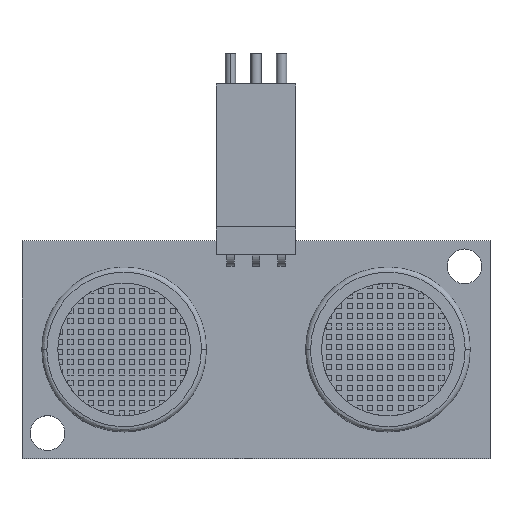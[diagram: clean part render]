
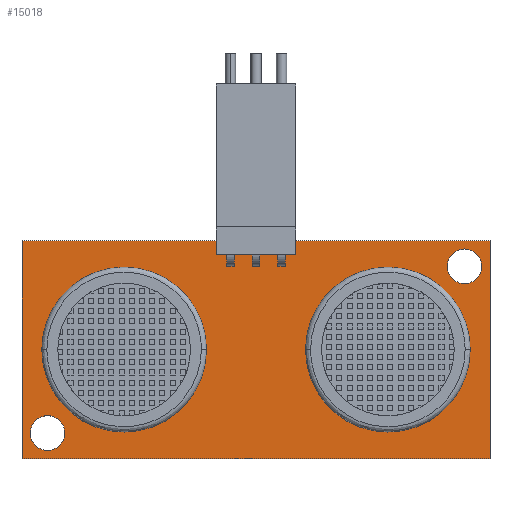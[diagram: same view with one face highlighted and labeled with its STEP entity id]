
A CAD part, top view. The second image highlights one B-rep face of the part: STEP entity #15018.
In plain terms, the highlighted planar face has unit normal (0, 0, 1).
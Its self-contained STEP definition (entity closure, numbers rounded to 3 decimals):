
#186 = VECTOR ( 'NONE', #1705, 1000. ) ;
#351 = ORIENTED_EDGE ( 'NONE', *, *, #12420, .T. ) ;
#790 = CARTESIAN_POINT ( 'NONE',  ( 22.915, -10.665, 1.7 ) ) ;
#1141 = VERTEX_POINT ( 'NONE', #10186 ) ;
#1700 = VECTOR ( 'NONE', #19699, 1000. ) ;
#1705 = DIRECTION ( 'NONE',  ( 0., -1., 0. ) ) ;
#1761 = AXIS2_PLACEMENT_3D ( 'NONE', #13641, #18623, #13838 ) ;
#2153 = CARTESIAN_POINT ( 'NONE',  ( 0., 0., 1.7 ) ) ;
#2208 = CARTESIAN_POINT ( 'NONE',  ( 22.915, 10.665, 1.7 ) ) ;
#2226 = DIRECTION ( 'NONE',  ( 0., 0., 1. ) ) ;
#3133 = LINE ( 'NONE', #7198, #7976 ) ;
#3248 = CIRCLE ( 'NONE', #4135, 1.7 ) ;
#3314 = CARTESIAN_POINT ( 'NONE',  ( -20.415, -8.165, 1.7 ) ) ;
#4135 = AXIS2_PLACEMENT_3D ( 'NONE', #3314, #16550, #19759 ) ;
#4708 = DIRECTION ( 'NONE',  ( 1., 0., 0. ) ) ;
#4939 = DIRECTION ( 'NONE',  ( 0., 0., 1. ) ) ;
#5023 = LINE ( 'NONE', #9588, #10103 ) ;
#5146 = CARTESIAN_POINT ( 'NONE',  ( 20.415, 8.165, 1.7 ) ) ;
#5169 = CIRCLE ( 'NONE', #16952, 1.7 ) ;
#5172 = ORIENTED_EDGE ( 'NONE', *, *, #17892, .T. ) ;
#6207 = CARTESIAN_POINT ( 'NONE',  ( 20.415, 8.165, 1.7 ) ) ;
#6868 = ORIENTED_EDGE ( 'NONE', *, *, #8303, .F. ) ;
#7198 = CARTESIAN_POINT ( 'NONE',  ( 0., 10.665, 1.7 ) ) ;
#7324 = LINE ( 'NONE', #11596, #186 ) ;
#7976 = VECTOR ( 'NONE', #16950, 1000. ) ;
#8051 = EDGE_LOOP ( 'NONE', ( #9862, #12263 ) ) ;
#8303 = EDGE_CURVE ( 'NONE', #1141, #15987, #15324, .T. ) ;
#8690 = AXIS2_PLACEMENT_3D ( 'NONE', #5146, #4939, #16541 ) ;
#9416 = ORIENTED_EDGE ( 'NONE', *, *, #20220, .T. ) ;
#9588 = CARTESIAN_POINT ( 'NONE',  ( 0., -10.665, 1.7 ) ) ;
#9778 = CARTESIAN_POINT ( 'NONE',  ( 22.915, 0., 1.7 ) ) ;
#9862 = ORIENTED_EDGE ( 'NONE', *, *, #11533, .T. ) ;
#10103 = VECTOR ( 'NONE', #14376, 1000. ) ;
#10186 = CARTESIAN_POINT ( 'NONE',  ( 22.115, 8.165, 1.7 ) ) ;
#10387 = VERTEX_POINT ( 'NONE', #14101 ) ;
#10543 = CARTESIAN_POINT ( 'NONE',  ( 18.715, 8.165, 1.7 ) ) ;
#11371 = LINE ( 'NONE', #9778, #1700 ) ;
#11533 = EDGE_CURVE ( 'NONE', #18032, #13564, #14978, .T. ) ;
#11596 = CARTESIAN_POINT ( 'NONE',  ( -22.915, 0., 1.7 ) ) ;
#11958 = VERTEX_POINT ( 'NONE', #15092 ) ;
#11976 = PLANE ( 'NONE',  #16672 ) ;
#12263 = ORIENTED_EDGE ( 'NONE', *, *, #15724, .T. ) ;
#12313 = FACE_OUTER_BOUND ( 'NONE', #16709, .T. ) ;
#12420 = EDGE_CURVE ( 'NONE', #19016, #18168, #11371, .T. ) ;
#13463 = EDGE_LOOP ( 'NONE', ( #6868, #21001 ) ) ;
#13564 = VERTEX_POINT ( 'NONE', #14432 ) ;
#13641 = CARTESIAN_POINT ( 'NONE',  ( -20.415, -8.165, 1.7 ) ) ;
#13838 = DIRECTION ( 'NONE',  ( 1., 0., 0. ) ) ;
#14101 = CARTESIAN_POINT ( 'NONE',  ( -22.915, 10.665, 1.7 ) ) ;
#14376 = DIRECTION ( 'NONE',  ( 1., 0., 0. ) ) ;
#14432 = CARTESIAN_POINT ( 'NONE',  ( -22.115, -8.165, 1.7 ) ) ;
#14749 = EDGE_CURVE ( 'NONE', #15987, #1141, #5169, .T. ) ;
#14978 = CIRCLE ( 'NONE', #1761, 1.7 ) ;
#15018 = ADVANCED_FACE ( 'NONE', ( #17391, #18411, #12313 ), #11976, .T. ) ;
#15092 = CARTESIAN_POINT ( 'NONE',  ( -22.915, -10.665, 1.7 ) ) ;
#15324 = CIRCLE ( 'NONE', #8690, 1.7 ) ;
#15724 = EDGE_CURVE ( 'NONE', #13564, #18032, #3248, .T. ) ;
#15987 = VERTEX_POINT ( 'NONE', #10543 ) ;
#16541 = DIRECTION ( 'NONE',  ( 1., 0., 0. ) ) ;
#16550 = DIRECTION ( 'NONE',  ( 0., 0., -1. ) ) ;
#16672 = AXIS2_PLACEMENT_3D ( 'NONE', #2153, #2226, #16812 ) ;
#16709 = EDGE_LOOP ( 'NONE', ( #351, #9416, #5172, #18066 ) ) ;
#16812 = DIRECTION ( 'NONE',  ( 1., 0., 0. ) ) ;
#16950 = DIRECTION ( 'NONE',  ( -1., 0., 0. ) ) ;
#16952 = AXIS2_PLACEMENT_3D ( 'NONE', #6207, #21037, #4708 ) ;
#17391 = FACE_BOUND ( 'NONE', #8051, .T. ) ;
#17835 = EDGE_CURVE ( 'NONE', #11958, #19016, #5023, .T. ) ;
#17892 = EDGE_CURVE ( 'NONE', #10387, #11958, #7324, .T. ) ;
#18032 = VERTEX_POINT ( 'NONE', #18499 ) ;
#18066 = ORIENTED_EDGE ( 'NONE', *, *, #17835, .T. ) ;
#18168 = VERTEX_POINT ( 'NONE', #2208 ) ;
#18411 = FACE_BOUND ( 'NONE', #13463, .T. ) ;
#18499 = CARTESIAN_POINT ( 'NONE',  ( -18.715, -8.165, 1.7 ) ) ;
#18623 = DIRECTION ( 'NONE',  ( 0., 0., -1. ) ) ;
#19016 = VERTEX_POINT ( 'NONE', #790 ) ;
#19699 = DIRECTION ( 'NONE',  ( 0., 1., 0. ) ) ;
#19759 = DIRECTION ( 'NONE',  ( 1., 0., 0. ) ) ;
#20220 = EDGE_CURVE ( 'NONE', #18168, #10387, #3133, .T. ) ;
#21001 = ORIENTED_EDGE ( 'NONE', *, *, #14749, .F. ) ;
#21037 = DIRECTION ( 'NONE',  ( 0., 0., 1. ) ) ;
